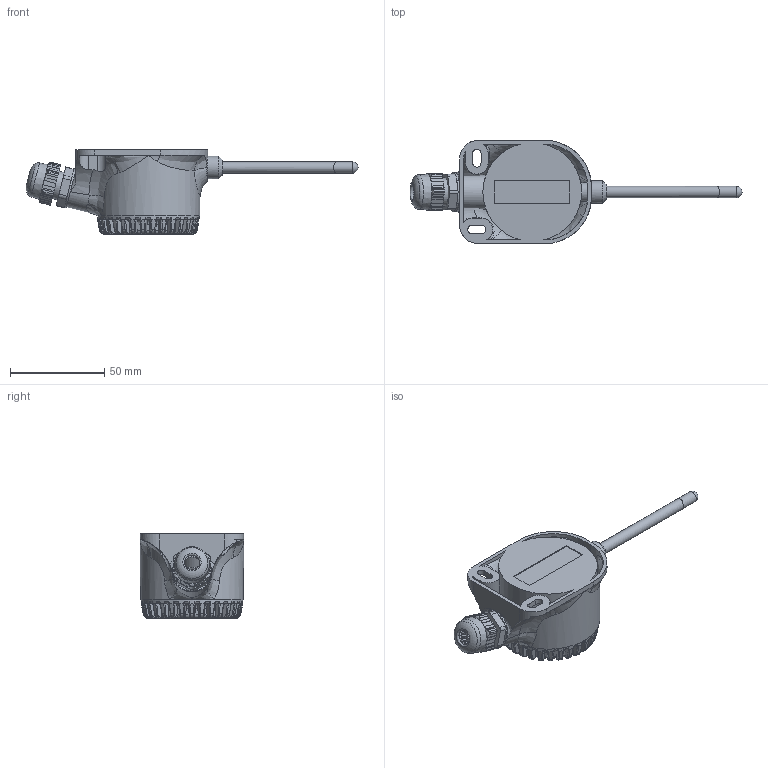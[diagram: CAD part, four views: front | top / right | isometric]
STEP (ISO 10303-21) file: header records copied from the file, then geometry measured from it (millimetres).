
FILE_DESCRIPTION(('STEP AP214'), '1');
FILE_NAME('栖闉罻', '', ('UNSPECIFIED'), ('UNSPECIFIED'), 'C3D Converter', 'C3D Toolkit', '');
FILE_SCHEMA(('AUTOMOTIVE_DESIGN { 1 0 10303 214 3 1 1}'));
Length unit declared in the file: millimetre
Products named in the file (12): -01; КУВФ.301121.410.1556; Корпус; (2040)КУВФ.713751.430.2040; КУВФ.302121.410.1815-Lг; ВтулкаPG9d-n_n2; КолпачекPG9d-n_n2; УплотнительPG9d-n_n2
Assembly tree (12 placements, depth 4):
  -01
    (unnamed)
    (unnamed)
      КУВФ.301121.410.1556
        Корпус
        (2040)КУВФ.713751.430.2040  x2
      КУВФ.302121.410.1815-Lг
    (unnamed)
    (unnamed)
      ВтулкаPG9d-n_n2
      КолпачекPG9d-n_n2
      УплотнительPG9d-n_n2
Bounding box: 176.51 x 55 x 45 mm (x, y, z)
Volume: 45446.8 mm3; surface area: 46209.8 mm2
Topology: 9 solids, 9 shells, 1443 faces, 4051 edges, 2633 vertices
Faces by surface type: plane 674, cylinder 391, bspline 284, cone 51, torus 41, sphere 2
Full cylindrical faces by diameter (mm): 3.242 x2, 5 x6, 6 x3, 7 x1, 10 x1, 12 x1, 12.5 x1, 14.376 x1, 15 x2, 16 x1, 21 x1, 46.5 x1, 48.5 x1
Entity records: 72996 total; most frequent: CARTESIAN_POINT 38730, ORIENTED_EDGE 6142, DIRECTION 3733, EDGE_CURVE 3071, VERTEX_POINT 2010, B_SPLINE_CURVE_WITH_KNOTS 1403, AXIS2_PLACEMENT_3D 1378, EDGE_LOOP 1205
